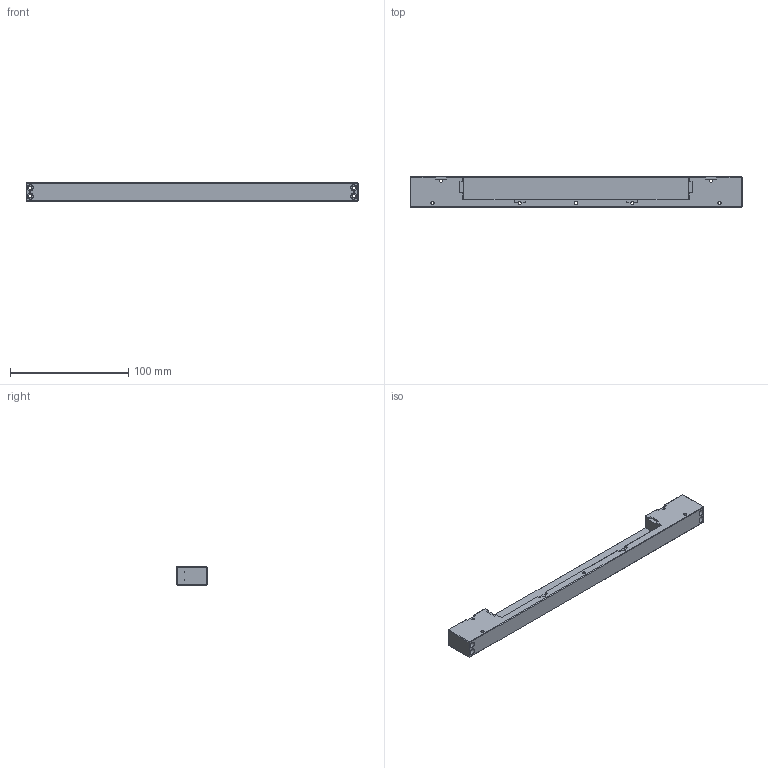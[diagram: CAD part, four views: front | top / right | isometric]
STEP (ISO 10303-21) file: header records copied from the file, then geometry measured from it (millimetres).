
FILE_DESCRIPTION(/* description */ (''),/* implementation_level */ '2;1');
FILE_NAME(/* name */ 'BottomBot.step',/* time_stamp */ '2023-06-02T12:15:28+03:00',/* author */ (''),/* organization */ (''),/* preprocessor_version */ 'ST-DEVELOPER v19.2',/* originating_system */ 'Autodesk Translation Framework v12.4.0.73',/* authorisation */ '');
FILE_SCHEMA (('AUTOMOTIVE_DESIGN { 1 0 10303 214 3 1 1 }'));
Length unit declared in the file: millimetre
Products named in the file (1): BottomBot
Bounding box: 281.1 x 25.98 x 16 mm (x, y, z)
Volume: 69978.6 mm3; surface area: 27041.2 mm2
Topology: 1 solids, 1 shells, 132 faces, 321 edges, 200 vertices
Faces by surface type: plane 87, cylinder 32, cone 13
Full cylindrical faces by diameter (mm): 2.7 x11, 5 x11, 8.2 x2
Entity records: 3894 total; most frequent: DIRECTION 668, CARTESIAN_POINT 654, ORIENTED_EDGE 642, EDGE_CURVE 321, LINE 240, VECTOR 240, AXIS2_PLACEMENT_3D 214, VERTEX_POINT 200
